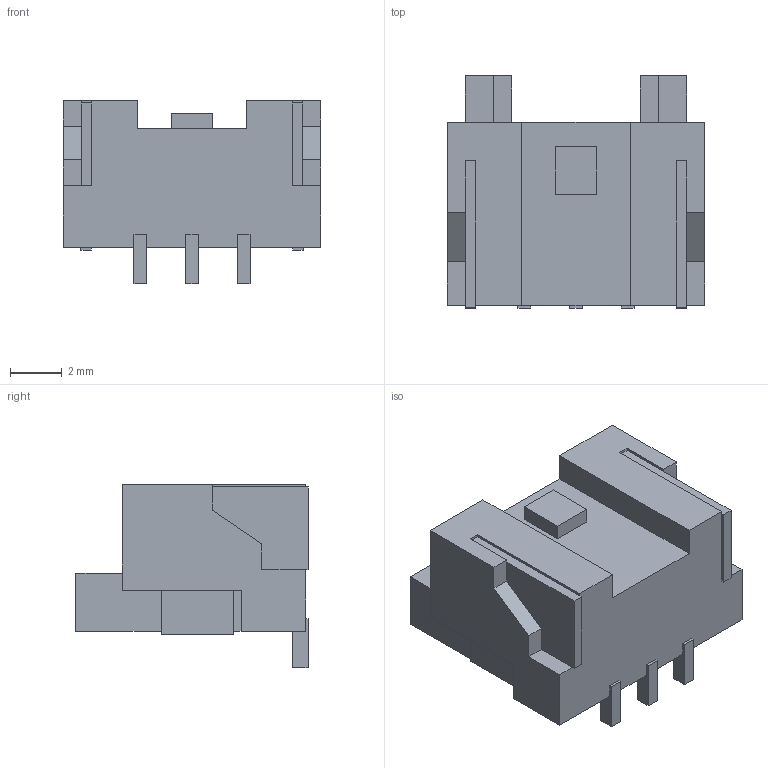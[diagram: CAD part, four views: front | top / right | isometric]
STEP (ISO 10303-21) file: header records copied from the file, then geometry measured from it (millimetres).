
FILE_DESCRIPTION (( 'STEP AP214' ), '1' );
FILE_NAME ('JST BM03B-PASS-TF.STEP', '2015-11-29T00:37:54', ( '' ), ( '' ), 'SwSTEP 2.0', 'SolidWorks 2015', '' );
FILE_SCHEMA (( 'AUTOMOTIVE_DESIGN' ));
Length unit declared in the file: millimetre
Products named in the file (1): JST BM03B-PASS-TF
Bounding box: 10 x 9 x 7.1 mm (x, y, z)
Volume: 289.2 mm3; surface area: 499.2 mm2
Topology: 1 solids, 1 shells, 106 faces, 294 edges, 194 vertices
Faces by surface type: plane 106
Entity records: 4510 total; most frequent: CARTESIAN_POINT 595, ORIENTED_EDGE 588, DIRECTION 508, VECTOR 294, LINE 294, EDGE_CURVE 294, VERTEX_POINT 194, EDGE_LOOP 110
